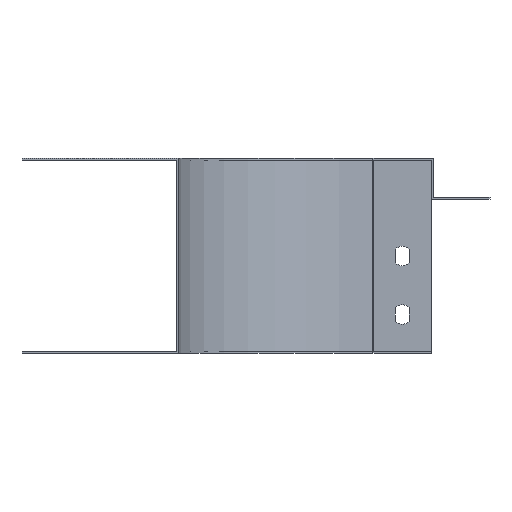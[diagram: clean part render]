
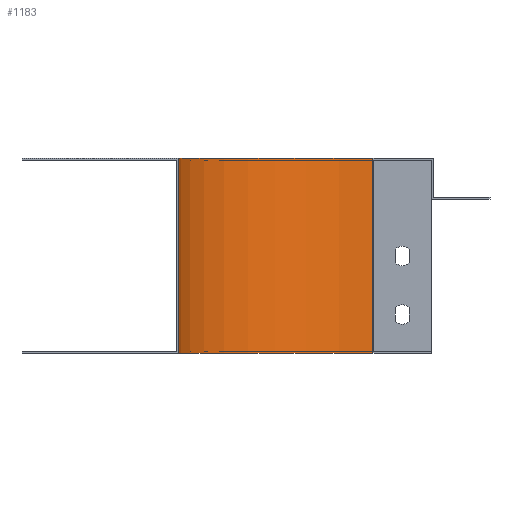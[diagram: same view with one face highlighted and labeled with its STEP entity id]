
A CAD part, left-side view. The second image highlights one B-rep face of the part: STEP entity #1183.
In plain terms, the highlighted cylindrical face has radius 100 mm (diameter 200 mm), a partial arc.
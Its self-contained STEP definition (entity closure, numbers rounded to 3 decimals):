
#149 = CARTESIAN_POINT ( 'NONE',  ( 0., 30., -99. ) ) ;
#152 = CARTESIAN_POINT ( 'NONE',  ( 0., 30., 1. ) ) ;
#254 = AXIS2_PLACEMENT_3D ( 'NONE', #1123, #1125, #1130 ) ;
#334 = FACE_OUTER_BOUND ( 'NONE', #1281, .T. ) ;
#347 = CYLINDRICAL_SURFACE ( 'NONE', #254, 100. ) ;
#401 = LINE ( 'NONE', #1947, #403 ) ;
#403 = VECTOR ( 'NONE', #1945, 1000. ) ;
#688 = VERTEX_POINT ( 'NONE', #2584 ) ;
#690 = VERTEX_POINT ( 'NONE', #2581 ) ;
#736 = ORIENTED_EDGE ( 'NONE', *, *, #1608, .T. ) ;
#738 = ORIENTED_EDGE ( 'NONE', *, *, #1609, .F. ) ;
#746 = ORIENTED_EDGE ( 'NONE', *, *, #1610, .F. ) ;
#747 = ORIENTED_EDGE ( 'NONE', *, *, #1453, .T. ) ;
#813 = DIRECTION ( 'NONE',  ( -1., 0., 0. ) ) ;
#815 = DIRECTION ( 'NONE',  ( 0., 0., -1. ) ) ;
#817 = CARTESIAN_POINT ( 'NONE',  ( -100., 30., 1. ) ) ;
#1123 = CARTESIAN_POINT ( 'NONE',  ( -100., 30., 1. ) ) ;
#1125 = DIRECTION ( 'NONE',  ( 0., 0., -1. ) ) ;
#1130 = DIRECTION ( 'NONE',  ( -1., 0., 0. ) ) ;
#1183 = ADVANCED_FACE ( 'NONE', ( #334 ), #347, .F. ) ;
#1281 = EDGE_LOOP ( 'NONE', ( #747, #736, #738, #746 ) ) ;
#1453 = EDGE_CURVE ( 'NONE', #690, #688, #401, .T. ) ;
#1505 = AXIS2_PLACEMENT_3D ( 'NONE', #817, #815, #813 ) ;
#1508 = AXIS2_PLACEMENT_3D ( 'NONE', #2707, #2706, #2705 ) ;
#1608 = EDGE_CURVE ( 'NONE', #688, #2458, #2306, .T. ) ;
#1609 = EDGE_CURVE ( 'NONE', #2456, #2458, #2308, .T. ) ;
#1610 = EDGE_CURVE ( 'NONE', #690, #2456, #2300, .T. ) ;
#1945 = DIRECTION ( 'NONE',  ( 0., 0., -1. ) ) ;
#1947 = CARTESIAN_POINT ( 'NONE',  ( -100., 130., 1. ) ) ;
#2300 = CIRCLE ( 'NONE', #1505, 100. ) ;
#2306 = CIRCLE ( 'NONE', #1508, 100. ) ;
#2308 = LINE ( 'NONE', #2716, #2310 ) ;
#2310 = VECTOR ( 'NONE', #2722, 1000. ) ;
#2456 = VERTEX_POINT ( 'NONE', #152 ) ;
#2458 = VERTEX_POINT ( 'NONE', #149 ) ;
#2581 = CARTESIAN_POINT ( 'NONE',  ( -100., 130., 1. ) ) ;
#2584 = CARTESIAN_POINT ( 'NONE',  ( -100., 130., -99. ) ) ;
#2705 = DIRECTION ( 'NONE',  ( -1., 0., 0. ) ) ;
#2706 = DIRECTION ( 'NONE',  ( 0., 0., -1. ) ) ;
#2707 = CARTESIAN_POINT ( 'NONE',  ( -100., 30., -99. ) ) ;
#2716 = CARTESIAN_POINT ( 'NONE',  ( 0., 30., 1. ) ) ;
#2722 = DIRECTION ( 'NONE',  ( 0., 0., -1. ) ) ;
